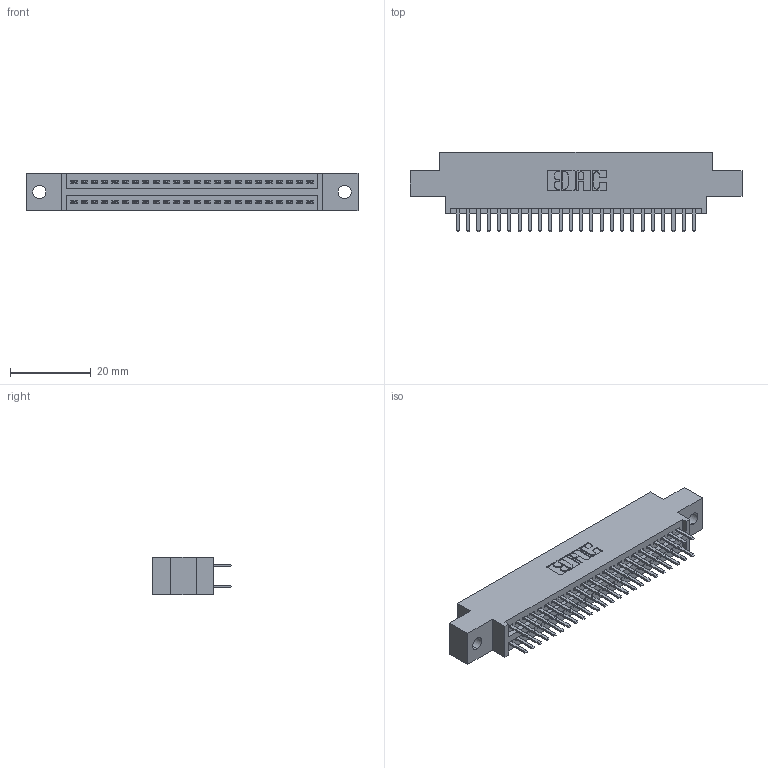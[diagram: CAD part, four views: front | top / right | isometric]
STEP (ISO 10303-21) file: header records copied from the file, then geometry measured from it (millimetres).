
FILE_DESCRIPTION (( 'STEP AP203' ), '1' );
FILE_NAME ('395-048-520-802.STEP', '2018-11-19T16:49:36', ( '' ), ( '' ), 'SwSTEP 2.0', 'SolidWorks 2016', '' );
FILE_SCHEMA (( 'CONFIG_CONTROL_DESIGN' ));
Length unit declared in the file: inch
Products named in the file (3): 345-292-001_345-293-120; 395-048-520-802; 345 Part_0.170 Offset - 0.128 Dia
Assembly tree (49 placements, depth 2):
  395-048-520-802
    345 Part_0.170 Offset - 0.128 Dia
    345-292-001_345-293-120  x48
Bounding box: 82.17 x 19.68 x 9.4 mm (x, y, z)
Volume: 7643.7 mm3; surface area: 10776 mm2
Topology: 49 solids, 49 shells, 2722 faces, 7889 edges, 5130 vertices
Faces by surface type: plane 1764, cylinder 958
Entity records: 21503 total; most frequent: CARTESIAN_POINT 3636, ORIENTED_EDGE 3558, DIRECTION 3215, EDGE_CURVE 1779, VECTOR 1547, LINE 1547, VERTEX_POINT 1182, AXIS2_PLACEMENT_3D 834
